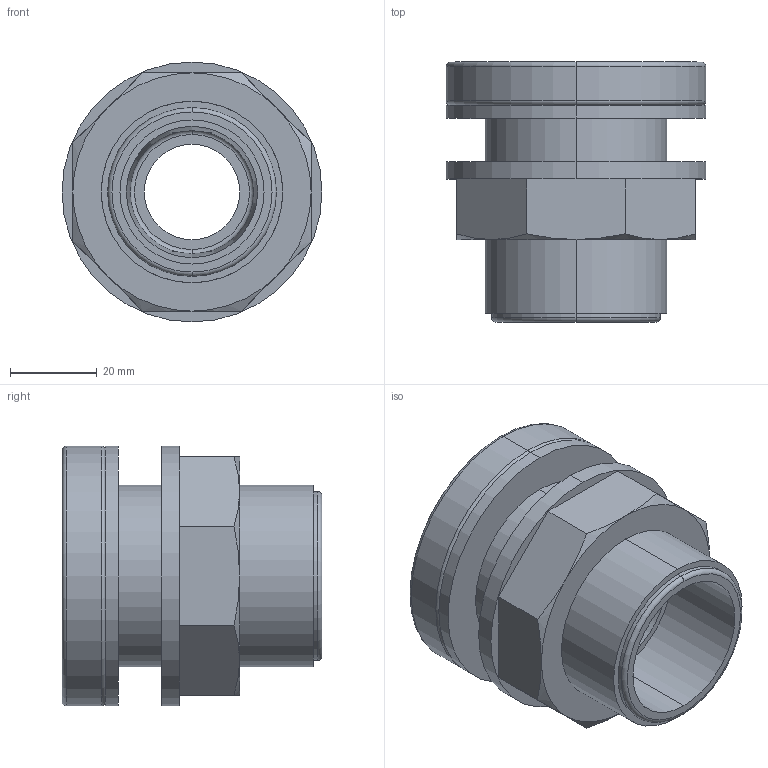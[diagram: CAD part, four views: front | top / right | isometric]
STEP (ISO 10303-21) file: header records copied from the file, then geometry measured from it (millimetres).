
FILE_DESCRIPTION (( 'STEP AP214' ), '1' );
FILE_NAME ('52345 Tankverschraubung d25 G1 1-4 - G1 PVC-FPM.step', '2008-04-22T22:24:34', ( '' ), ( '' ), 'SwSTEP 2.0', 'SolidWorks 2008', '' );
FILE_SCHEMA (( 'AUTOMOTIVE_DESIGN' ));
Length unit declared in the file: millimetre
Products named in the file (1): 52345 Tankverschraubung d25 G1 1-4 - G1 PVC-FPM
Bounding box: 60 x 60 x 60 mm (x, y, z)
Volume: 84966.4 mm3; surface area: 30996.4 mm2
Topology: 3 solids, 3 shells, 78 faces, 162 edges, 100 vertices
Faces by surface type: cylinder 28, plane 24, cone 16, torus 10
Entity records: 2997 total; most frequent: CARTESIAN_POINT 437, DIRECTION 398, ORIENTED_EDGE 324, AXIS2_PLACEMENT_3D 173, EDGE_CURVE 162, VERTEX_POINT 100, EDGE_LOOP 94, CIRCLE 94
